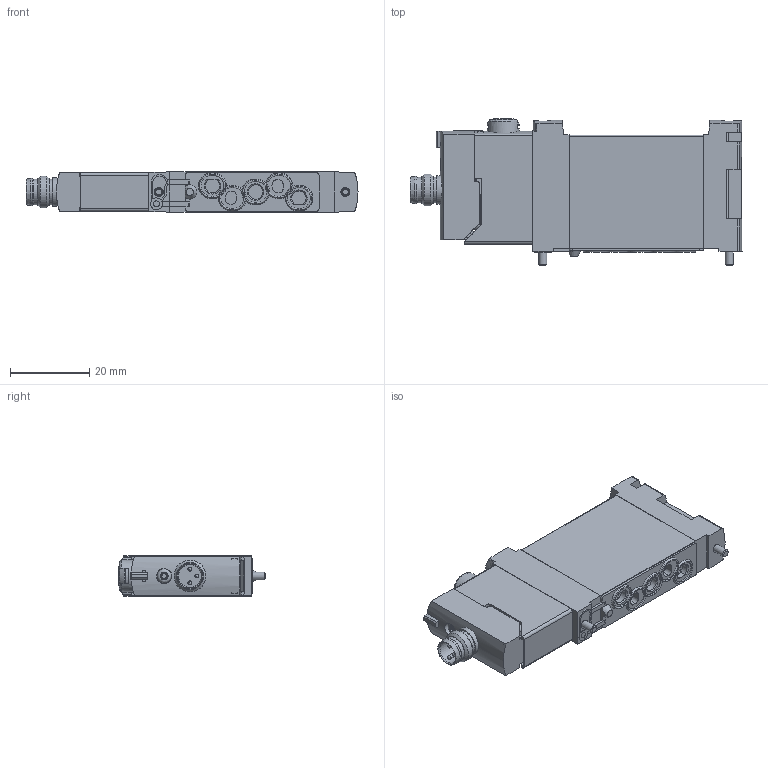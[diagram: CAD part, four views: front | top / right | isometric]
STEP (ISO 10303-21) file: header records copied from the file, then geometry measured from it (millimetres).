
FILE_DESCRIPTION(/* description */ ('STEP AP214'),/* implementation_level */ '2;1');
FILE_NAME(/* name */ '8042559_VUVG-BK10-M52-AT-F-1R8L-S',/* time_stamp */ '2024-09-17T13:45:11+02:00',/* author */ ('License CC BY-ND 4.0'),/* organization */ ('CADENAS'),/* preprocessor_version */ 'ST-DEVELOPER v19.3',/* originating_system */ 'PARTsolutions',/* authorisation */ ' ');
FILE_SCHEMA (('AUTOMOTIVE_DESIGN {1 0 10303 214 3 1 1}'));
Length unit declared in the file: millimetre
Products named in the file (5): 8042559 VUVG-BK10-M52-AT-F-1R8L-S; 564212 VUVG-BK10-M52-A-T-F--1R8--L-----(G); 8157009 M2X34-10.9; 3713466 VUVG-BK10---(DR); 573919 VAVE-L1-1VR8-LP
Assembly tree (5 placements, depth 2):
  8042559 VUVG-BK10-M52-AT-F-1R8L-S
    564212 VUVG-BK10-M52-A-T-F--1R8--L-----(G)
    8157009 M2X34-10.9  x2
    3713466 VUVG-BK10---(DR)
    573919 VAVE-L1-1VR8-LP
Bounding box: 83.69 x 36.97 x 10.25 mm (x, y, z)
Volume: 21788 mm3; surface area: 10424.5 mm2
Topology: 5 solids, 5 shells, 762 faces, 2025 edges, 1308 vertices
Faces by surface type: plane 434, cylinder 194, cone 65, torus 61, sphere 8
Full cylindrical faces by diameter (mm): 1 x3, 1.5 x1, 1.6 x2, 1.69 x2, 1.8 x1, 2 x2, 2.5 x1, 2.9 x1, 3.6 x2, 3.8 x2, 3.9 x1, 5 x10, 5.8 x1, 6.5 x2, 6.9 x1, 7.2 x1, 8 x1, 8.1 x1
Entity records: 24309 total; most frequent: CARTESIAN_POINT 4394, DIRECTION 3809, ORIENTED_EDGE 3746, EDGE_CURVE 1873, AXIS2_PLACEMENT_3D 1349, VERTEX_POINT 1248, LINE 1111, VECTOR 1111
